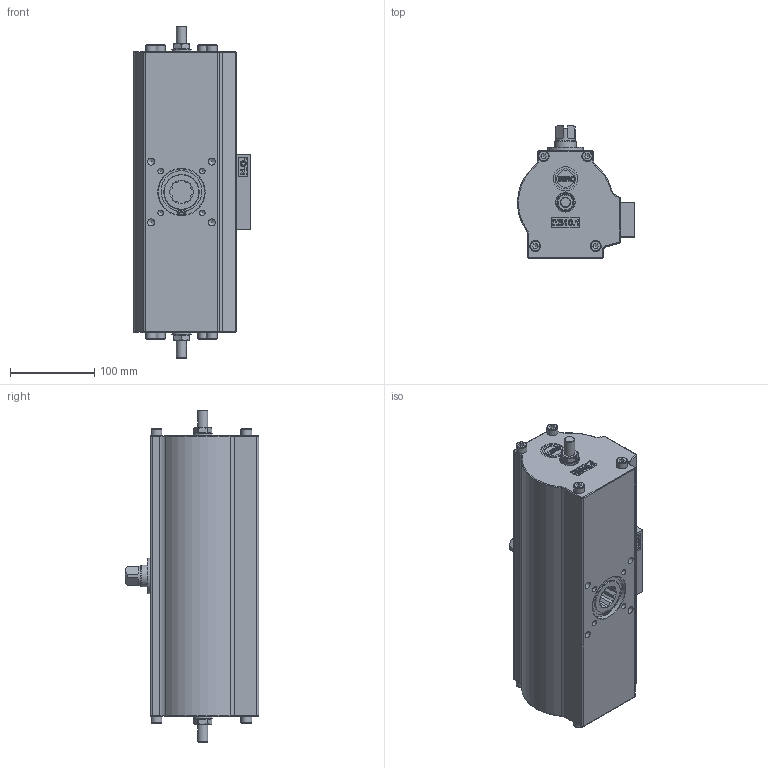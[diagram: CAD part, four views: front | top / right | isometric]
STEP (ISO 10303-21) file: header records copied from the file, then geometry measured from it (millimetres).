
FILE_DESCRIPTION((''),'2;1');
FILE_NAME('EB10.1-SYD-F07-F10.stp','2010-07-29T10:26:37',('Hellwig'),(''),'Autodesk Inventor 2010','Autodesk Inventor 2010','');
FILE_SCHEMA(('AUTOMOTIVE_DESIGN { 1 0 10303 214 1 1 1 1 }'));
Length unit declared in the file: millimetre
Products named in the file (1): M15094_Konturvereinfachung_1
Bounding box: 138.93 x 158.5 x 395 mm (x, y, z)
Volume: 1616879.9 mm3; surface area: 398287.4 mm2
Topology: 1 solids, 32 shells, 1808 faces, 4418 edges, 2599 vertices
Faces by surface type: bspline 797, plane 558, cylinder 322, cone 60, torus 51, sphere 20
Full cylindrical faces by diameter (mm): 2 x2, 2.5 x2, 4.134 x2, 5 x3, 6 x2, 6.647 x4, 8 x8, 8.5 x4, 9 x1, 10 x2, 12 x6, 13 x8, 14 x1, 23 x3, 24.9 x1, 26 x3, 29 x1, 30 x2, 30.4 x1, 30.5 x1, 35 x1, 39 x1, 40 x1, 42 x4, 43 x1, 46.4 x1, 46.5 x1, 55 x1, 56 x1, 105 x1
Entity records: 63646 total; most frequent: CARTESIAN_POINT 25053, ORIENTED_EDGE 7912, DIRECTION 6795, EDGE_CURVE 3956, AXIS2_PLACEMENT_3D 2516, VERTEX_POINT 2483, EDGE_LOOP 2135, FACE_OUTER_BOUND 1808
